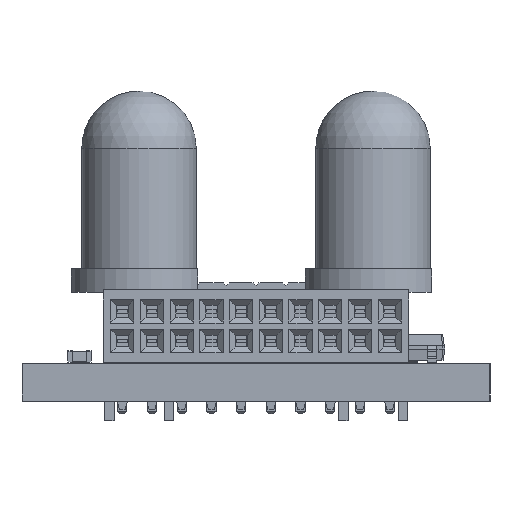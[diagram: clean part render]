
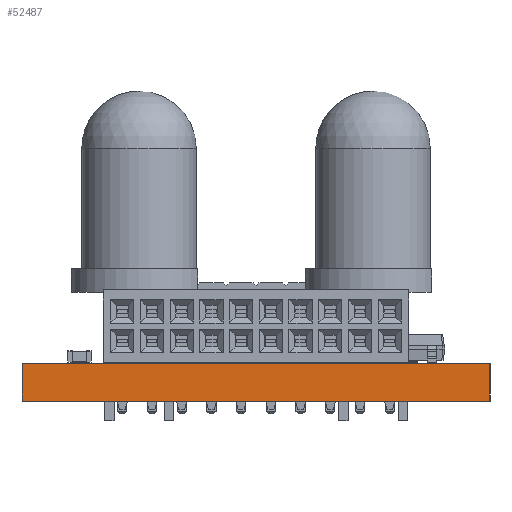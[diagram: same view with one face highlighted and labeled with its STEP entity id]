
A CAD part, left-side view. The second image highlights one B-rep face of the part: STEP entity #52487.
In plain terms, the highlighted planar face has unit normal (-1, 0, 0).
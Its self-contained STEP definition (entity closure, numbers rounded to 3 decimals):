
#52431 = VERTEX_POINT('',#52432);
#52432 = CARTESIAN_POINT('',(-45.,-10.,1.6));
#52438 = EDGE_CURVE('',#52439,#52431,#52441,.T.);
#52439 = VERTEX_POINT('',#52440);
#52440 = CARTESIAN_POINT('',(-45.,-10.,0.));
#52441 = LINE('',#52442,#52443);
#52442 = CARTESIAN_POINT('',(-45.,-10.,0.));
#52443 = VECTOR('',#52444,1.);
#52444 = DIRECTION('',(0.,0.,1.));
#52487 = ADVANCED_FACE('',(#52488),#52513,.T.);
#52488 = FACE_BOUND('',#52489,.T.);
#52489 = EDGE_LOOP('',(#52490,#52491,#52499,#52507));
#52490 = ORIENTED_EDGE('',*,*,#52438,.T.);
#52491 = ORIENTED_EDGE('',*,*,#52492,.T.);
#52492 = EDGE_CURVE('',#52431,#52493,#52495,.T.);
#52493 = VERTEX_POINT('',#52494);
#52494 = CARTESIAN_POINT('',(-45.,10.,1.6));
#52495 = LINE('',#52496,#52497);
#52496 = CARTESIAN_POINT('',(-45.,-10.,1.6));
#52497 = VECTOR('',#52498,1.);
#52498 = DIRECTION('',(0.,1.,0.));
#52499 = ORIENTED_EDGE('',*,*,#52500,.F.);
#52500 = EDGE_CURVE('',#52501,#52493,#52503,.T.);
#52501 = VERTEX_POINT('',#52502);
#52502 = CARTESIAN_POINT('',(-45.,10.,0.));
#52503 = LINE('',#52504,#52505);
#52504 = CARTESIAN_POINT('',(-45.,10.,0.));
#52505 = VECTOR('',#52506,1.);
#52506 = DIRECTION('',(0.,0.,1.));
#52507 = ORIENTED_EDGE('',*,*,#52508,.F.);
#52508 = EDGE_CURVE('',#52439,#52501,#52509,.T.);
#52509 = LINE('',#52510,#52511);
#52510 = CARTESIAN_POINT('',(-45.,-10.,0.));
#52511 = VECTOR('',#52512,1.);
#52512 = DIRECTION('',(0.,1.,0.));
#52513 = PLANE('',#52514);
#52514 = AXIS2_PLACEMENT_3D('',#52515,#52516,#52517);
#52515 = CARTESIAN_POINT('',(-45.,-10.,0.));
#52516 = DIRECTION('',(-1.,0.,0.));
#52517 = DIRECTION('',(0.,1.,0.));
